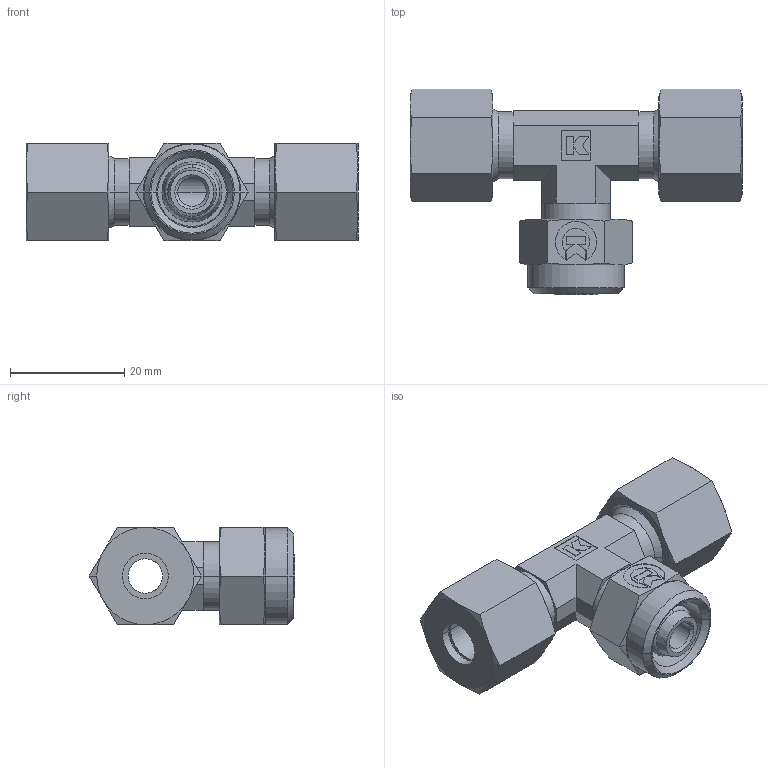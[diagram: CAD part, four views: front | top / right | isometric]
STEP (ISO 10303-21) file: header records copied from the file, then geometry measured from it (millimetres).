
FILE_DESCRIPTION( ( '' ), '1' );
FILE_NAME( '3865081408.stp', '2012-08-13T08:43:53', ( '' ), ( '' ), ' ', ' ', ' ' );
FILE_SCHEMA( ( 'CONFIG_CONTROL_DESIGN' ) );
Length unit declared in the file: millimetre
Products named in the file (5): 1; 2; 3; 4; 5
Bounding box: 58 x 35.91 x 17 mm (x, y, z)
Volume: 11583.9 mm3; surface area: 9576 mm2
Topology: 5 solids, 6 shells, 277 faces, 638 edges, 389 vertices
Faces by surface type: plane 127, cone 94, cylinder 48, torus 8
Entity records: 7969 total; most frequent: CARTESIAN_POINT 1520, DIRECTION 1341, ORIENTED_EDGE 1276, EDGE_CURVE 638, AXIS2_PLACEMENT_3D 496, VERTEX_POINT 389, LINE 349, VECTOR 349
